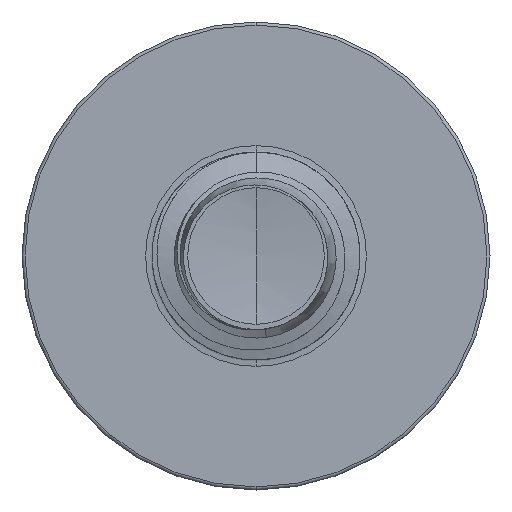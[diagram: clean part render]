
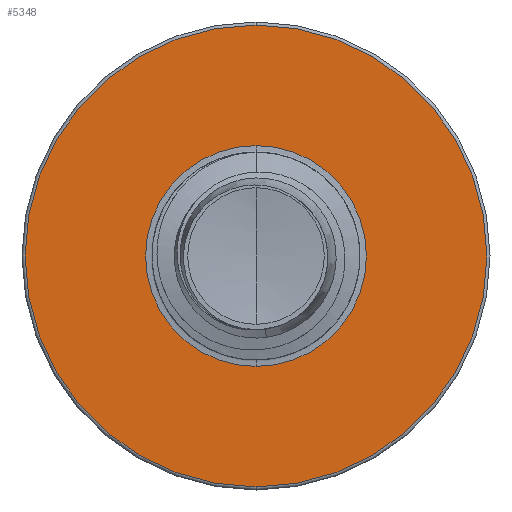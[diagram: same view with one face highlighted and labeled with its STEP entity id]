
A CAD part, front view. The second image highlights one B-rep face of the part: STEP entity #5348.
In plain terms, the highlighted planar face has unit normal (0, -1, 0).
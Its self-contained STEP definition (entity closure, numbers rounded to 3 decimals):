
#945 = DIRECTION ( 'NONE',  ( 0., 0., 1. ) ) ;
#1150 = CIRCLE ( 'NONE', #11412, 3.186 ) ;
#2335 = ORIENTED_EDGE ( 'NONE', *, *, #24168, .F. ) ;
#2404 = AXIS2_PLACEMENT_3D ( 'NONE', #16967, #5229, #18869 ) ;
#2778 = DIRECTION ( 'NONE',  ( 0., 1., 0. ) ) ;
#4242 = ORIENTED_EDGE ( 'NONE', *, *, #13779, .T. ) ;
#5073 = AXIS2_PLACEMENT_3D ( 'NONE', #9188, #22570, #11134 ) ;
#5229 = DIRECTION ( 'NONE',  ( 0., 1., 0. ) ) ;
#5348 = ADVANCED_FACE ( 'NONE', ( #16012, #6781 ), #12746, .F. ) ;
#6781 = FACE_BOUND ( 'NONE', #15719, .T. ) ;
#7918 = VERTEX_POINT ( 'NONE', #22567 ) ;
#8648 = ORIENTED_EDGE ( 'NONE', *, *, #24134, .T. ) ;
#9188 = CARTESIAN_POINT ( 'NONE',  ( 0., 11., 0. ) ) ;
#11067 = EDGE_LOOP ( 'NONE', ( #2335, #15067 ) ) ;
#11134 = DIRECTION ( 'NONE',  ( 0., 0., 1. ) ) ;
#11412 = AXIS2_PLACEMENT_3D ( 'NONE', #14591, #2778, #16550 ) ;
#11458 = CARTESIAN_POINT ( 'NONE',  ( 0., 11., -3.186 ) ) ;
#12722 = DIRECTION ( 'NONE',  ( 0., 0., 1. ) ) ;
#12735 = DIRECTION ( 'NONE',  ( 0., 1., 0. ) ) ;
#12746 = PLANE ( 'NONE',  #23656 ) ;
#12858 = DIRECTION ( 'NONE',  ( 0., 1., 0. ) ) ;
#12921 = CARTESIAN_POINT ( 'NONE',  ( 0., 11., -3.186 ) ) ;
#13779 = EDGE_CURVE ( 'NONE', #21897, #7918, #1150, .T. ) ;
#14037 = CIRCLE ( 'NONE', #5073, 6.66 ) ;
#14591 = CARTESIAN_POINT ( 'NONE',  ( 0., 11., 0. ) ) ;
#14650 = CIRCLE ( 'NONE', #2404, 3.186 ) ;
#15067 = ORIENTED_EDGE ( 'NONE', *, *, #20746, .F. ) ;
#15719 = EDGE_LOOP ( 'NONE', ( #8648, #4242 ) ) ;
#16012 = FACE_OUTER_BOUND ( 'NONE', #11067, .T. ) ;
#16550 = DIRECTION ( 'NONE',  ( 0., 0., 1. ) ) ;
#16967 = CARTESIAN_POINT ( 'NONE',  ( 0., 11., 0. ) ) ;
#17412 = VERTEX_POINT ( 'NONE', #22511 ) ;
#18116 = VERTEX_POINT ( 'NONE', #19218 ) ;
#18869 = DIRECTION ( 'NONE',  ( 0., 0., 1. ) ) ;
#19218 = CARTESIAN_POINT ( 'NONE',  ( 0., 11., 6.66 ) ) ;
#20746 = EDGE_CURVE ( 'NONE', #17412, #18116, #21459, .T. ) ;
#21459 = CIRCLE ( 'NONE', #21716, 6.66 ) ;
#21716 = AXIS2_PLACEMENT_3D ( 'NONE', #24047, #12735, #945 ) ;
#21897 = VERTEX_POINT ( 'NONE', #11458 ) ;
#22511 = CARTESIAN_POINT ( 'NONE',  ( 0., 11., -6.66 ) ) ;
#22567 = CARTESIAN_POINT ( 'NONE',  ( 0., 11., 3.186 ) ) ;
#22570 = DIRECTION ( 'NONE',  ( 0., 1., 0. ) ) ;
#23656 = AXIS2_PLACEMENT_3D ( 'NONE', #12921, #12858, #12722 ) ;
#24047 = CARTESIAN_POINT ( 'NONE',  ( 0., 11., 0. ) ) ;
#24134 = EDGE_CURVE ( 'NONE', #7918, #21897, #14650, .T. ) ;
#24168 = EDGE_CURVE ( 'NONE', #18116, #17412, #14037, .T. ) ;
